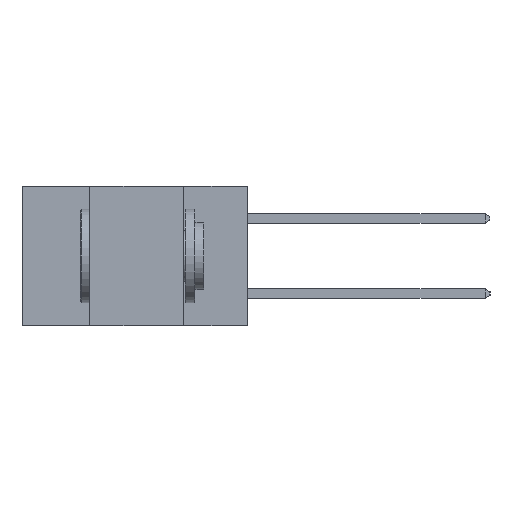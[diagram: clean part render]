
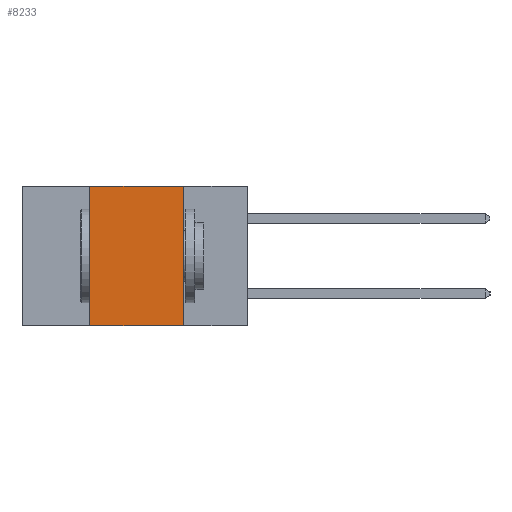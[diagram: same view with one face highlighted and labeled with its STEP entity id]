
A CAD part, left-side view. The second image highlights one B-rep face of the part: STEP entity #8233.
In plain terms, the highlighted planar face has unit normal (-1, 0, 0).
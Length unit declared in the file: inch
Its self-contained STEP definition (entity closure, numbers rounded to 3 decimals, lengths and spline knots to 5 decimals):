
#695 = AXIS2_PLACEMENT_3D ( 'NONE', #5184, #5327, #5276 ) ;
#804 = LINE ( 'NONE', #9667, #5926 ) ;
#919 = CARTESIAN_POINT ( 'NONE',  ( 0., 0.17, -0.37 ) ) ;
#1020 = CARTESIAN_POINT ( 'NONE',  ( 0., 0.42, -0.37 ) ) ;
#1076 = CARTESIAN_POINT ( 'NONE',  ( 0., 0.17, 0. ) ) ;
#1322 = EDGE_LOOP ( 'NONE', ( #1472, #7276, #10873, #11215 ) ) ;
#1472 = ORIENTED_EDGE ( 'NONE', *, *, #11089, .F. ) ;
#2255 = LINE ( 'NONE', #7564, #8137 ) ;
#2502 = EDGE_CURVE ( 'NONE', #6665, #12017, #10924, .T. ) ;
#2848 = DIRECTION ( 'NONE',  ( 0., 0., 1. ) ) ;
#2909 = EDGE_CURVE ( 'NONE', #12017, #3256, #11246, .T. ) ;
#3256 = VERTEX_POINT ( 'NONE', #1076 ) ;
#3549 = CARTESIAN_POINT ( 'NONE',  ( 0., 0.42, -0.37 ) ) ;
#4022 = EDGE_CURVE ( 'NONE', #6665, #6691, #2255, .T. ) ;
#5184 = CARTESIAN_POINT ( 'NONE',  ( 0., 0.6, 0. ) ) ;
#5233 = PLANE ( 'NONE',  #695 ) ;
#5276 = DIRECTION ( 'NONE',  ( 0., 0., -1. ) ) ;
#5327 = DIRECTION ( 'NONE',  ( 1., 0., 0. ) ) ;
#5926 = VECTOR ( 'NONE', #9740, 39.37008 ) ;
#6665 = VERTEX_POINT ( 'NONE', #1020 ) ;
#6691 = VERTEX_POINT ( 'NONE', #919 ) ;
#7276 = ORIENTED_EDGE ( 'NONE', *, *, #2909, .F. ) ;
#7564 = CARTESIAN_POINT ( 'NONE',  ( 0., 0.6, -0.37 ) ) ;
#7930 = CARTESIAN_POINT ( 'NONE',  ( 0., 0.6, 0. ) ) ;
#8137 = VECTOR ( 'NONE', #11493, 39.37008 ) ;
#8233 = ADVANCED_FACE ( 'NONE', ( #13228 ), #5233, .F. ) ;
#8292 = DIRECTION ( 'NONE',  ( 0., -1., 0. ) ) ;
#9667 = CARTESIAN_POINT ( 'NONE',  ( 0., 0.17, -0.37 ) ) ;
#9740 = DIRECTION ( 'NONE',  ( 0., 0., -1. ) ) ;
#10580 = VECTOR ( 'NONE', #2848, 39.37008 ) ;
#10873 = ORIENTED_EDGE ( 'NONE', *, *, #2502, .F. ) ;
#10924 = LINE ( 'NONE', #3549, #10580 ) ;
#11089 = EDGE_CURVE ( 'NONE', #3256, #6691, #804, .T. ) ;
#11215 = ORIENTED_EDGE ( 'NONE', *, *, #4022, .T. ) ;
#11246 = LINE ( 'NONE', #7930, #13963 ) ;
#11493 = DIRECTION ( 'NONE',  ( 0., -1., 0. ) ) ;
#12017 = VERTEX_POINT ( 'NONE', #13812 ) ;
#13228 = FACE_OUTER_BOUND ( 'NONE', #1322, .T. ) ;
#13812 = CARTESIAN_POINT ( 'NONE',  ( 0., 0.42, 0. ) ) ;
#13963 = VECTOR ( 'NONE', #8292, 39.37008 ) ;
